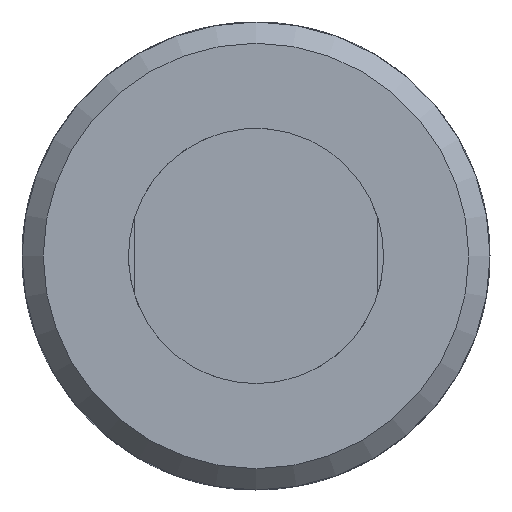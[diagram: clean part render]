
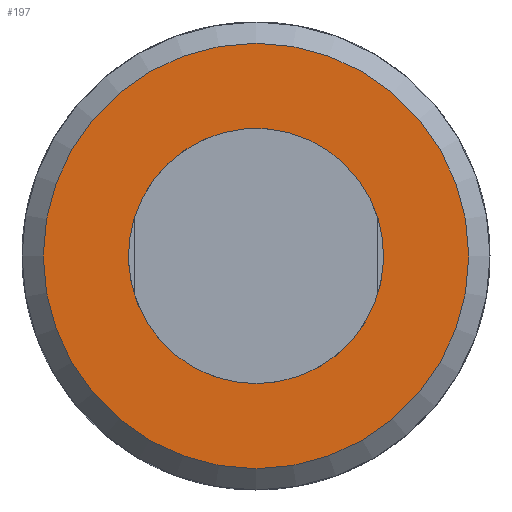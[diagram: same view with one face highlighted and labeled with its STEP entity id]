
A CAD part, left-side view. The second image highlights one B-rep face of the part: STEP entity #197.
In plain terms, the highlighted planar face has unit normal (-1, 0, 0).
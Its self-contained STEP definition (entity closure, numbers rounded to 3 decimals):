
#197 = ADVANCED_FACE( '', ( #412, #413 ), #414, .F. );
#412 = FACE_OUTER_BOUND( '', #698, .T. );
#413 = FACE_BOUND( '', #699, .T. );
#414 = PLANE( '', #700 );
#698 = EDGE_LOOP( '', ( #1002 ) );
#699 = EDGE_LOOP( '', ( #1003 ) );
#700 = AXIS2_PLACEMENT_3D( '', #1004, #1005, #1006 );
#1002 = ORIENTED_EDGE( '', *, *, #1576, .F. );
#1003 = ORIENTED_EDGE( '', *, *, #1577, .T. );
#1004 = CARTESIAN_POINT( '', ( 0., 0., 0. ) );
#1005 = DIRECTION( '', ( 1., 0., 0. ) );
#1006 = DIRECTION( '', ( 0., 0., -1. ) );
#1576 = EDGE_CURVE( '', #1821, #1821, #1822, .T. );
#1577 = EDGE_CURVE( '', #1823, #1823, #1824, .T. );
#1821 = VERTEX_POINT( '', #2268 );
#1822 = CIRCLE( '', #2269, 10. );
#1823 = VERTEX_POINT( '', #2270 );
#1824 = CIRCLE( '', #2271, 6. );
#2268 = CARTESIAN_POINT( '', ( 0., 0., -10. ) );
#2269 = AXIS2_PLACEMENT_3D( '', #3463, #3464, #3465 );
#2270 = CARTESIAN_POINT( '', ( 0., 0., -6. ) );
#2271 = AXIS2_PLACEMENT_3D( '', #3466, #3467, #3468 );
#3463 = CARTESIAN_POINT( '', ( 0., 0., 0. ) );
#3464 = DIRECTION( '', ( 1., 0., 0. ) );
#3465 = DIRECTION( '', ( 0., 0., -1. ) );
#3466 = CARTESIAN_POINT( '', ( 0., 0., 0. ) );
#3467 = DIRECTION( '', ( 1., 0., 0. ) );
#3468 = DIRECTION( '', ( 0., 0., -1. ) );
